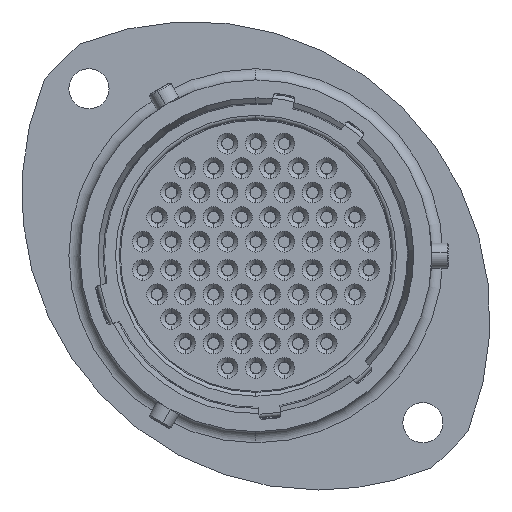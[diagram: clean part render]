
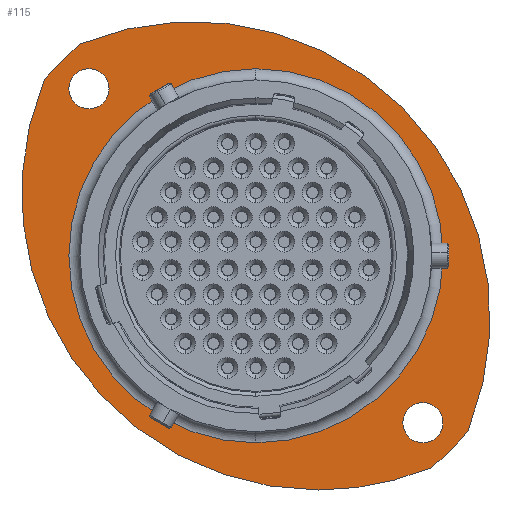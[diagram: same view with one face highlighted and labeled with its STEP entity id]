
A CAD part, left-side view. The second image highlights one B-rep face of the part: STEP entity #115.
In plain terms, the highlighted planar face has unit normal (-1, 0, 0).
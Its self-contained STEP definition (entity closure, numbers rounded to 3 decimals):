
#25 = CARTESIAN_POINT ( 'NONE',  ( 15.98, -13.506, -13.506 ) ) ;
#115 = ADVANCED_FACE ( 'NONE', ( #41282, #8131, #29168, #24709 ), #45203, .F. ) ;
#201 = CARTESIAN_POINT ( 'NONE',  ( 15.98, -13.506, -13.506 ) ) ;
#1310 = AXIS2_PLACEMENT_3D ( 'NONE', #8487, #9217, #49689 ) ;
#1465 = CARTESIAN_POINT ( 'NONE',  ( 15.98, -13.506, -11.881 ) ) ;
#2580 = AXIS2_PLACEMENT_3D ( 'NONE', #41792, #37871, #37496 ) ;
#2664 = CIRCLE ( 'NONE', #43004, 1.625 ) ;
#3632 = CIRCLE ( 'NONE', #52161, 1.625 ) ;
#4730 = CIRCLE ( 'NONE', #36143, 24. ) ;
#5181 = ORIENTED_EDGE ( 'NONE', *, *, #18759, .F. ) ;
#6155 = CARTESIAN_POINT ( 'NONE',  ( 15.98, -5.056, 5.056 ) ) ;
#6187 = AXIS2_PLACEMENT_3D ( 'NONE', #21919, #50599, #46365 ) ;
#6909 = CIRCLE ( 'NONE', #7237, 22.25 ) ;
#7237 = AXIS2_PLACEMENT_3D ( 'NONE', #13629, #44842, #17543 ) ;
#7942 = DIRECTION ( 'NONE',  ( 0., 0., -1. ) ) ;
#8131 = FACE_BOUND ( 'NONE', #25709, .T. ) ;
#8387 = DIRECTION ( 'NONE',  ( 0., 0., -1. ) ) ;
#8487 = CARTESIAN_POINT ( 'NONE',  ( 15.98, -5.056, 5.056 ) ) ;
#9217 = DIRECTION ( 'NONE',  ( -1., 0., 0. ) ) ;
#10289 = ORIENTED_EDGE ( 'NONE', *, *, #43308, .F. ) ;
#10333 = DIRECTION ( 'NONE',  ( 1., 0., 0. ) ) ;
#10476 = AXIS2_PLACEMENT_3D ( 'NONE', #28100, #44501, #20076 ) ;
#10521 = DIRECTION ( 'NONE',  ( 0., 0., -1. ) ) ;
#11674 = VERTEX_POINT ( 'NONE', #14336 ) ;
#11716 = VERTEX_POINT ( 'NONE', #27172 ) ;
#11756 = DIRECTION ( 'NONE',  ( -1., 0., 0. ) ) ;
#11949 = AXIS2_PLACEMENT_3D ( 'NONE', #6155, #34683, #47408 ) ;
#12489 = ORIENTED_EDGE ( 'NONE', *, *, #17340, .F. ) ;
#13433 = ORIENTED_EDGE ( 'NONE', *, *, #34320, .T. ) ;
#13522 = ORIENTED_EDGE ( 'NONE', *, *, #35229, .T. ) ;
#13629 = CARTESIAN_POINT ( 'NONE',  ( 15.98, 0., 0. ) ) ;
#14069 = EDGE_CURVE ( 'NONE', #11674, #11716, #4730, .T. ) ;
#14300 = VERTEX_POINT ( 'NONE', #41860 ) ;
#14336 = CARTESIAN_POINT ( 'NONE',  ( 15.98, -17.138, -14.19 ) ) ;
#15478 = ORIENTED_EDGE ( 'NONE', *, *, #14069, .T. ) ;
#15953 = CARTESIAN_POINT ( 'NONE',  ( 15.98, 0., 0. ) ) ;
#16349 = EDGE_CURVE ( 'NONE', #46558, #19250, #22761, .T. ) ;
#17340 = EDGE_CURVE ( 'NONE', #28197, #19048, #2664, .T. ) ;
#17543 = DIRECTION ( 'NONE',  ( 0., 0., 1. ) ) ;
#17612 = VERTEX_POINT ( 'NONE', #51452 ) ;
#18759 = EDGE_CURVE ( 'NONE', #17612, #40365, #45247, .T. ) ;
#19048 = VERTEX_POINT ( 'NONE', #1465 ) ;
#19250 = VERTEX_POINT ( 'NONE', #24061 ) ;
#20076 = DIRECTION ( 'NONE',  ( 0., 0., -1. ) ) ;
#20256 = CIRCLE ( 'NONE', #10476, 15.13 ) ;
#20334 = DIRECTION ( 'NONE',  ( -1., 0., 0. ) ) ;
#21130 = CIRCLE ( 'NONE', #35910, 1.625 ) ;
#21919 = CARTESIAN_POINT ( 'NONE',  ( 15.98, 13.506, 13.506 ) ) ;
#22676 = CARTESIAN_POINT ( 'NONE',  ( 15.98, 0., 0. ) ) ;
#22761 = CIRCLE ( 'NONE', #1310, 24. ) ;
#23700 = ORIENTED_EDGE ( 'NONE', *, *, #16349, .T. ) ;
#24061 = CARTESIAN_POINT ( 'NONE',  ( 15.98, -5.056, -18.944 ) ) ;
#24557 = CARTESIAN_POINT ( 'NONE',  ( 15.98, 17.138, 14.19 ) ) ;
#24709 = FACE_OUTER_BOUND ( 'NONE', #40649, .T. ) ;
#24993 = DIRECTION ( 'NONE',  ( 0., 0., -1. ) ) ;
#25709 = EDGE_LOOP ( 'NONE', ( #12489, #47810 ) ) ;
#27086 = EDGE_CURVE ( 'NONE', #37365, #14300, #48598, .T. ) ;
#27172 = CARTESIAN_POINT ( 'NONE',  ( 15.98, 14.19, 17.138 ) ) ;
#27401 = AXIS2_PLACEMENT_3D ( 'NONE', #22676, #10333, #10521 ) ;
#27444 = ORIENTED_EDGE ( 'NONE', *, *, #44492, .T. ) ;
#27670 = CIRCLE ( 'NONE', #11949, 24. ) ;
#28100 = CARTESIAN_POINT ( 'NONE',  ( 15.98, 0., 0. ) ) ;
#28197 = VERTEX_POINT ( 'NONE', #49990 ) ;
#28302 = DIRECTION ( 'NONE',  ( -1., 0., 0. ) ) ;
#29168 = FACE_BOUND ( 'NONE', #44845, .T. ) ;
#31440 = VERTEX_POINT ( 'NONE', #39462 ) ;
#34320 = EDGE_CURVE ( 'NONE', #11716, #46558, #39479, .T. ) ;
#34683 = DIRECTION ( 'NONE',  ( -1., 0., 0. ) ) ;
#35229 = EDGE_CURVE ( 'NONE', #14300, #37365, #20256, .T. ) ;
#35910 = AXIS2_PLACEMENT_3D ( 'NONE', #25, #41204, #8387 ) ;
#36143 = AXIS2_PLACEMENT_3D ( 'NONE', #39738, #11756, #48165 ) ;
#37365 = VERTEX_POINT ( 'NONE', #43067 ) ;
#37496 = DIRECTION ( 'NONE',  ( 0., 0., -1. ) ) ;
#37579 = EDGE_CURVE ( 'NONE', #31440, #11674, #6909, .T. ) ;
#37871 = DIRECTION ( 'NONE',  ( 1., 0., 0. ) ) ;
#39437 = AXIS2_PLACEMENT_3D ( 'NONE', #15953, #28302, #49337 ) ;
#39462 = CARTESIAN_POINT ( 'NONE',  ( 15.98, -14.19, -17.138 ) ) ;
#39479 = CIRCLE ( 'NONE', #39437, 22.25 ) ;
#39738 = CARTESIAN_POINT ( 'NONE',  ( 15.98, 5.056, -5.056 ) ) ;
#39948 = ORIENTED_EDGE ( 'NONE', *, *, #37579, .T. ) ;
#40365 = VERTEX_POINT ( 'NONE', #42795 ) ;
#40649 = EDGE_LOOP ( 'NONE', ( #23700, #27444, #39948, #15478, #13433 ) ) ;
#41204 = DIRECTION ( 'NONE',  ( -1., 0., 0. ) ) ;
#41282 = FACE_BOUND ( 'NONE', #50817, .T. ) ;
#41792 = CARTESIAN_POINT ( 'NONE',  ( 15.98, 14.23, 0. ) ) ;
#41860 = CARTESIAN_POINT ( 'NONE',  ( 15.98, 0., 15.13 ) ) ;
#42795 = CARTESIAN_POINT ( 'NONE',  ( 15.98, 13.506, 15.131 ) ) ;
#43004 = AXIS2_PLACEMENT_3D ( 'NONE', #201, #20334, #24993 ) ;
#43067 = CARTESIAN_POINT ( 'NONE',  ( 15.98, 0., -15.13 ) ) ;
#43308 = EDGE_CURVE ( 'NONE', #40365, #17612, #3632, .T. ) ;
#44042 = ORIENTED_EDGE ( 'NONE', *, *, #27086, .T. ) ;
#44335 = CARTESIAN_POINT ( 'NONE',  ( 15.98, 13.506, 13.506 ) ) ;
#44492 = EDGE_CURVE ( 'NONE', #19250, #31440, #27670, .T. ) ;
#44501 = DIRECTION ( 'NONE',  ( 1., 0., 0. ) ) ;
#44842 = DIRECTION ( 'NONE',  ( -1., 0., 0. ) ) ;
#44845 = EDGE_LOOP ( 'NONE', ( #44042, #13522 ) ) ;
#45203 = PLANE ( 'NONE',  #2580 ) ;
#45247 = CIRCLE ( 'NONE', #6187, 1.625 ) ;
#45378 = EDGE_CURVE ( 'NONE', #19048, #28197, #21130, .T. ) ;
#46365 = DIRECTION ( 'NONE',  ( 0., 0., -1. ) ) ;
#46558 = VERTEX_POINT ( 'NONE', #24557 ) ;
#47408 = DIRECTION ( 'NONE',  ( 0., 0., -1. ) ) ;
#47810 = ORIENTED_EDGE ( 'NONE', *, *, #45378, .F. ) ;
#48165 = DIRECTION ( 'NONE',  ( 0., 0., -1. ) ) ;
#48444 = DIRECTION ( 'NONE',  ( -1., 0., 0. ) ) ;
#48598 = CIRCLE ( 'NONE', #27401, 15.13 ) ;
#49337 = DIRECTION ( 'NONE',  ( 0., 0., 1. ) ) ;
#49689 = DIRECTION ( 'NONE',  ( 0., 0., -1. ) ) ;
#49990 = CARTESIAN_POINT ( 'NONE',  ( 15.98, -13.506, -15.131 ) ) ;
#50599 = DIRECTION ( 'NONE',  ( -1., 0., 0. ) ) ;
#50817 = EDGE_LOOP ( 'NONE', ( #5181, #10289 ) ) ;
#51452 = CARTESIAN_POINT ( 'NONE',  ( 15.98, 13.506, 11.881 ) ) ;
#52161 = AXIS2_PLACEMENT_3D ( 'NONE', #44335, #48444, #7942 ) ;
